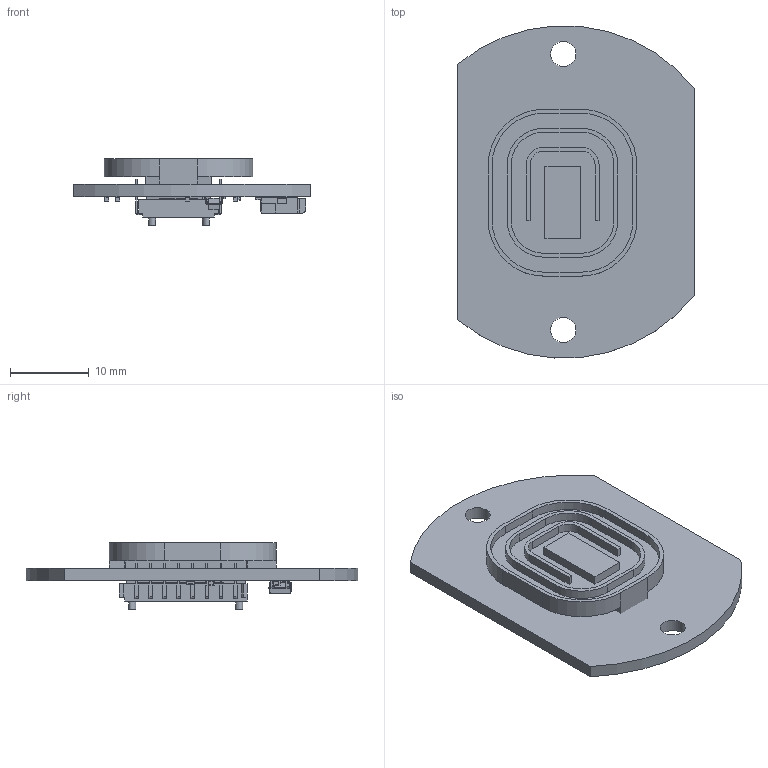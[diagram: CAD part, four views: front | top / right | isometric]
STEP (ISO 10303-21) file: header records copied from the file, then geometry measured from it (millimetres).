
FILE_DESCRIPTION(('KiCad electronic assembly'),'2;1');
FILE_NAME('trackball-sensor.step','2024-12-01T12:39:29',('Pcbnew'),( 'Kicad'),'Open CASCADE STEP processor 7.6','KiCad to STEP converter' ,'Unknown');
FILE_SCHEMA(('AUTOMOTIVE_DESIGN { 1 0 10303 214 1 1 1 1 }'));
Length unit declared in the file: millimetre
Products named in the file (12): trackball-sensor 1; C_0402_1005Metric; SOT-23-5; SOT_23_5; R_0402_1005Metric; PMW3360 v12; Hirose_FH12-6S-0.5SH_1x06-1MP_P0.50mm_Horizontal; Hirose_FH12_xxS_0_5SH_Parametric_v0_1; trackball-sensor_PCB
Assembly tree (15 placements, depth 3):
  trackball-sensor 1
    C_0402_1005Metric  x4
      C_0402_1005Metric
    SOT-23-5
      SOT_23_5
    R_0402_1005Metric  x2
      R_0402_1005Metric
    PMW3360 v12
      PMW3360 v12
    Hirose_FH12-6S-0.5SH_1x06-1MP_P0.50mm_Horizontal
      Hirose_FH12_xxS_0_5SH_Parametric_v0_1
    trackball-sensor_PCB
Bounding box: 30.02 x 42.11 x 8.46 mm (x, y, z)
Volume: 2866.4 mm3; surface area: 4484.8 mm2
Topology: 29 solids, 29 shells, 794 faces, 2084 edges, 1368 vertices
Faces by surface type: plane 589, cylinder 175, bspline 30
Full cylindrical faces by diameter (mm): 0.5 x1, 0.75 x16, 0.9 x2, 1 x1, 3.2 x2
Entity records: 22441 total; most frequent: CARTESIAN_POINT 3816, ORIENTED_EDGE 3600, DIRECTION 3372, EDGE_CURVE 1800, LINE 1504, VECTOR 1504, VERTEX_POINT 1180, AXIS2_PLACEMENT_3D 934
